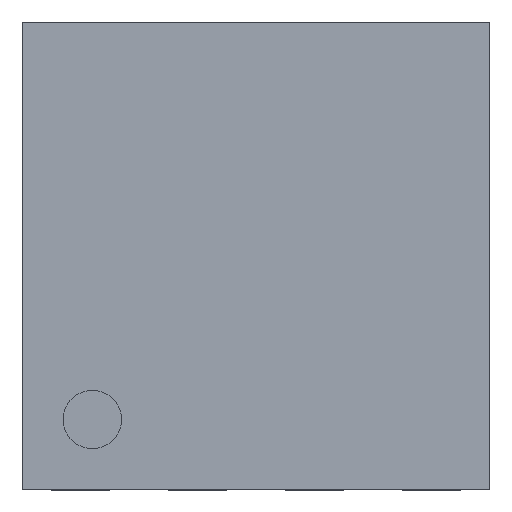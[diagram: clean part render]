
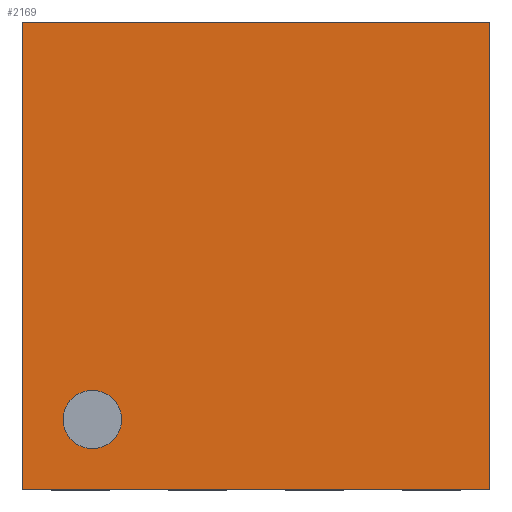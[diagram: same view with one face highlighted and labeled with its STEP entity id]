
A CAD part, top view. The second image highlights one B-rep face of the part: STEP entity #2169.
In plain terms, the highlighted planar face has unit normal (0, 0, 1).
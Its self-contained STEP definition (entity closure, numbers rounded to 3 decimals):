
#1312 = VERTEX_POINT('',#1313);
#1313 = CARTESIAN_POINT('',(-0.575,-0.7,0.8));
#1319 = EDGE_CURVE('',#1320,#1312,#1322,.T.);
#1320 = VERTEX_POINT('',#1321);
#1321 = CARTESIAN_POINT('',(-0.825,-0.7,0.8));
#1322 = CIRCLE('',#1323,0.125);
#1323 = AXIS2_PLACEMENT_3D('',#1324,#1325,#1326);
#1324 = CARTESIAN_POINT('',(-0.7,-0.7,0.8));
#1325 = DIRECTION('',(0.,0.,1.));
#1326 = DIRECTION('',(1.,0.,0.));
#1370 = VERTEX_POINT('',#1371);
#1371 = CARTESIAN_POINT('',(1.,-1.,0.8));
#1377 = EDGE_CURVE('',#1378,#1370,#1380,.T.);
#1378 = VERTEX_POINT('',#1379);
#1379 = CARTESIAN_POINT('',(-1.,-1.,0.8));
#1380 = LINE('',#1381,#1382);
#1381 = CARTESIAN_POINT('',(1.,-1.,0.8));
#1382 = VECTOR('',#1383,1.);
#1383 = DIRECTION('',(1.,0.,0.));
#1618 = VERTEX_POINT('',#1619);
#1619 = CARTESIAN_POINT('',(-1.,1.,0.8));
#1625 = EDGE_CURVE('',#1626,#1618,#1628,.T.);
#1626 = VERTEX_POINT('',#1627);
#1627 = CARTESIAN_POINT('',(1.,1.,0.8));
#1628 = LINE('',#1629,#1630);
#1629 = CARTESIAN_POINT('',(1.,1.,0.8));
#1630 = VECTOR('',#1631,1.);
#1631 = DIRECTION('',(-1.,0.,0.));
#2037 = EDGE_CURVE('',#1370,#1626,#2038,.T.);
#2038 = LINE('',#2039,#2040);
#2039 = CARTESIAN_POINT('',(1.,1.,0.8));
#2040 = VECTOR('',#2041,1.);
#2041 = DIRECTION('',(0.,1.,0.));
#2156 = EDGE_CURVE('',#1618,#1378,#2157,.T.);
#2157 = LINE('',#2158,#2159);
#2158 = CARTESIAN_POINT('',(-1.,1.,0.8));
#2159 = VECTOR('',#2160,1.);
#2160 = DIRECTION('',(0.,-1.,0.));
#2169 = ADVANCED_FACE('',(#2170,#2180),#2186,.T.);
#2170 = FACE_BOUND('',#2171,.T.);
#2171 = EDGE_LOOP('',(#2172,#2179));
#2172 = ORIENTED_EDGE('',*,*,#2173,.F.);
#2173 = EDGE_CURVE('',#1312,#1320,#2174,.T.);
#2174 = CIRCLE('',#2175,0.125);
#2175 = AXIS2_PLACEMENT_3D('',#2176,#2177,#2178);
#2176 = CARTESIAN_POINT('',(-0.7,-0.7,0.8));
#2177 = DIRECTION('',(0.,0.,1.));
#2178 = DIRECTION('',(1.,0.,0.));
#2179 = ORIENTED_EDGE('',*,*,#1319,.F.);
#2180 = FACE_BOUND('',#2181,.T.);
#2181 = EDGE_LOOP('',(#2182,#2183,#2184,#2185));
#2182 = ORIENTED_EDGE('',*,*,#2156,.T.);
#2183 = ORIENTED_EDGE('',*,*,#1377,.T.);
#2184 = ORIENTED_EDGE('',*,*,#2037,.T.);
#2185 = ORIENTED_EDGE('',*,*,#1625,.T.);
#2186 = PLANE('',#2187);
#2187 = AXIS2_PLACEMENT_3D('',#2188,#2189,#2190);
#2188 = CARTESIAN_POINT('',(0.,0.,0.8
    ));
#2189 = DIRECTION('',(0.,0.,1.));
#2190 = DIRECTION('',(1.,0.,0.));
